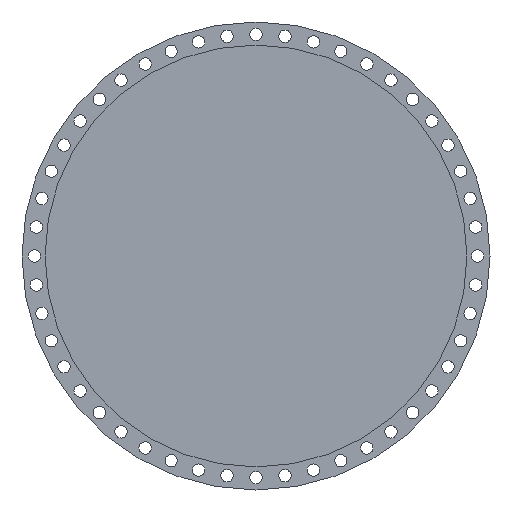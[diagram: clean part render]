
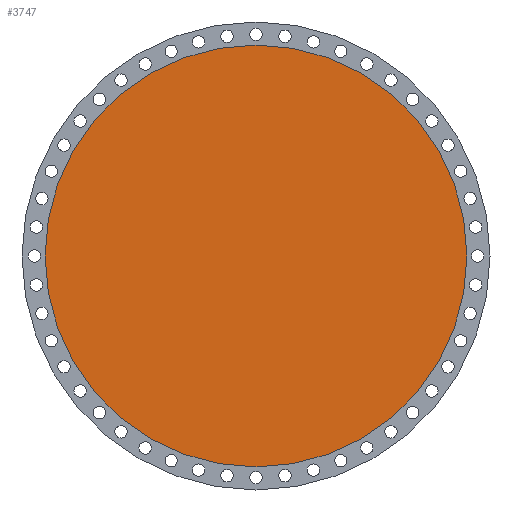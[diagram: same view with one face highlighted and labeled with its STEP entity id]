
A CAD part, left-side view. The second image highlights one B-rep face of the part: STEP entity #3747.
In plain terms, the highlighted planar face has unit normal (-1, 0, 0).
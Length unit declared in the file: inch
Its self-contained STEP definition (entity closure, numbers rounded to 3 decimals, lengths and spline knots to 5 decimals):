
#66 = DIRECTION ( 'NONE',  ( 0., 0., 1. ) ) ;
#121 = AXIS2_PLACEMENT_3D ( 'NONE', #1946, #3136, #532 ) ;
#250 = AXIS2_PLACEMENT_3D ( 'NONE', #855, #1687, #1414 ) ;
#299 = EDGE_LOOP ( 'NONE', ( #1887, #1893 ) ) ;
#353 = PLANE ( 'NONE',  #815 ) ;
#532 = DIRECTION ( 'NONE',  ( 0., 0., 1. ) ) ;
#667 = CIRCLE ( 'NONE', #121, 32. ) ;
#778 = EDGE_CURVE ( 'NONE', #2120, #1963, #667, .T. ) ;
#815 = AXIS2_PLACEMENT_3D ( 'NONE', #2713, #1518, #66 ) ;
#855 = CARTESIAN_POINT ( 'NONE',  ( 0., 0., 0. ) ) ;
#1135 = CARTESIAN_POINT ( 'NONE',  ( 0., 0., -32. ) ) ;
#1414 = DIRECTION ( 'NONE',  ( 0., 0., 1. ) ) ;
#1466 = EDGE_CURVE ( 'NONE', #1963, #2120, #3509, .T. ) ;
#1518 = DIRECTION ( 'NONE',  ( -1., 0., 0. ) ) ;
#1687 = DIRECTION ( 'NONE',  ( -1., 0., 0. ) ) ;
#1887 = ORIENTED_EDGE ( 'NONE', *, *, #1466, .T. ) ;
#1893 = ORIENTED_EDGE ( 'NONE', *, *, #778, .T. ) ;
#1946 = CARTESIAN_POINT ( 'NONE',  ( 0., 0., 0. ) ) ;
#1963 = VERTEX_POINT ( 'NONE', #3330 ) ;
#2120 = VERTEX_POINT ( 'NONE', #1135 ) ;
#2713 = CARTESIAN_POINT ( 'NONE',  ( 0., 0., 0. ) ) ;
#2991 = FACE_OUTER_BOUND ( 'NONE', #299, .T. ) ;
#3136 = DIRECTION ( 'NONE',  ( -1., 0., 0. ) ) ;
#3330 = CARTESIAN_POINT ( 'NONE',  ( 0., 0., 32. ) ) ;
#3509 = CIRCLE ( 'NONE', #250, 32. ) ;
#3747 = ADVANCED_FACE ( 'NONE', ( #2991 ), #353, .T. ) ;
